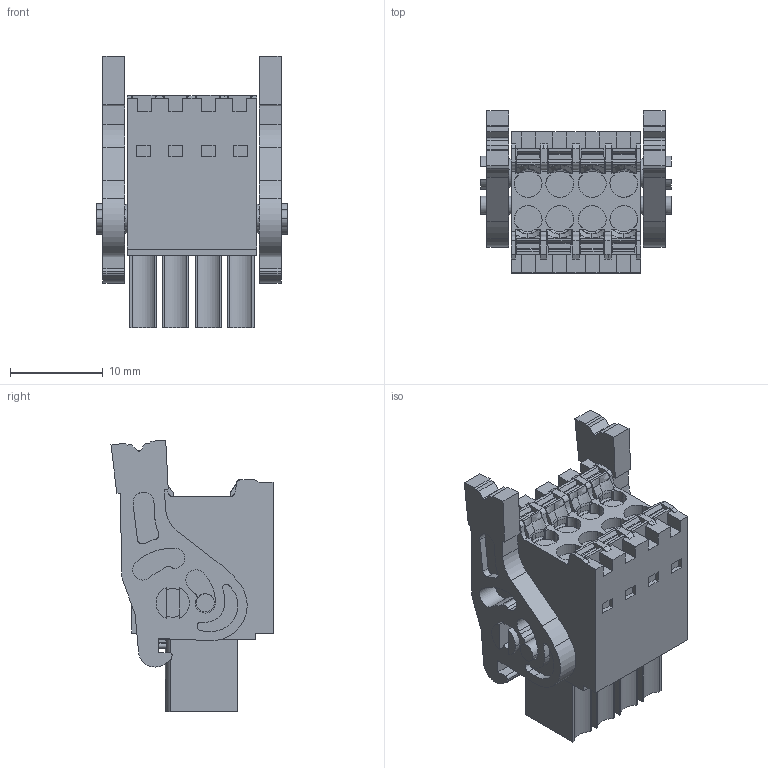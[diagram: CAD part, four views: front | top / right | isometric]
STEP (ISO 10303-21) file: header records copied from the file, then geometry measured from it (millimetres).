
FILE_DESCRIPTION(('CATIA V5 STEP','CAx-IF Rec.Pracs.--- Model Styling and Organization---1.4--- 2014-01-23'),'2;1');
FILE_NAME ('D1450489_1', '2023-08-22T06:48:19+00:00', ('none'), ('Weidmueller'), 'CATIA Version 5-6 Release 2016 SP3 HF44', 'CATIA V5 STEP AP214', 'none');
FILE_SCHEMA(('AUTOMOTIVE_DESIGN { 1 0 10303 214 1 1 1 1 }'));
Length unit declared in the file: millimetre
Products named in the file (1): 1278060000
Bounding box: 20.5 x 17.45 x 29.28 mm (x, y, z)
Volume: 4619.8 mm3; surface area: 4166.8 mm2
Topology: 11 solids, 11 shells, 773 faces, 2206 edges, 1487 vertices
Faces by surface type: plane 466, cylinder 141, extrusion 87, torus 47, cone 16, bspline 16
Entity records: 27193 total; most frequent: CARTESIAN_POINT 8324, ORIENTED_EDGE 4412, DIRECTION 2872, EDGE_CURVE 2206, VECTOR 1567, VERTEX_POINT 1487, LINE 1480, EDGE_LOOP 817
